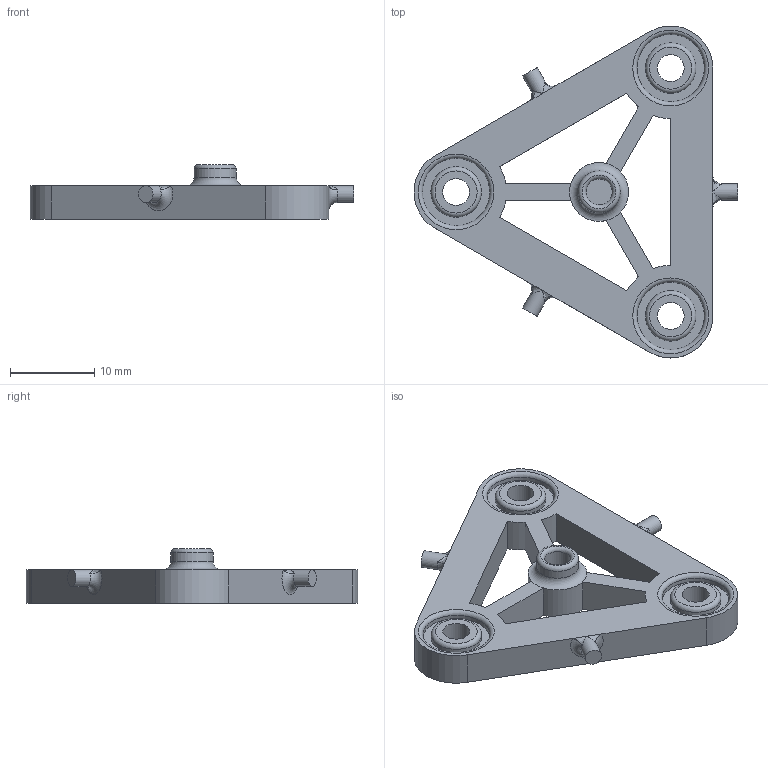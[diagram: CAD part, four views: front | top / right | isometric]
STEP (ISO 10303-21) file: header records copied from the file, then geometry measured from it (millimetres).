
FILE_DESCRIPTION(('STEP AP203'), '1');
FILE_NAME('櫻蠉錪11', '', ('UNSPECIFIED'), ('UNSPECIFIED'), 'C3D Converter', 'C3D Toolkit', '');
FILE_SCHEMA(('CONFIG_CONTROL_DESIGN'));
Length unit declared in the file: millimetre
Bounding box: 38.5 x 39.44 x 6.5 mm (x, y, z)
Volume: 2537.8 mm3; surface area: 2589.5 mm2
Topology: 1 solids, 1 shells, 68 faces, 167 edges, 99 vertices
Faces by surface type: cylinder 26, plane 24, torus 12, bspline 6
Full cylindrical faces by diameter (mm): 2 x3, 3.1 x1, 3.2 x3, 5 x1, 6 x3, 8 x3
Entity records: 3069 total; most frequent: CARTESIAN_POINT 975, DIRECTION 321, ORIENTED_EDGE 276, EDGE_CURVE 138, AXIS2_PLACEMENT_3D 132, EDGE_LOOP 107, VERTEX_POINT 99, COLOUR_RGB 69
